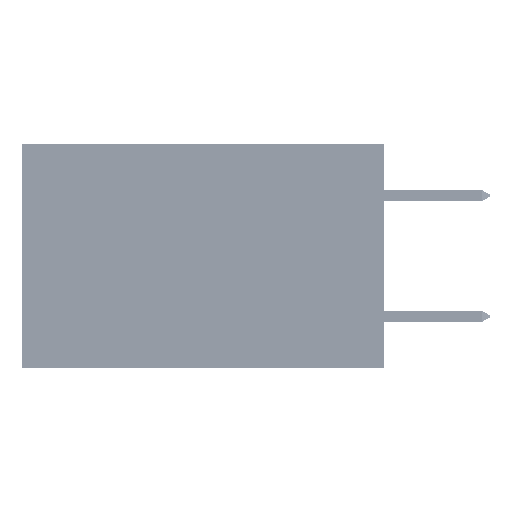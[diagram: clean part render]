
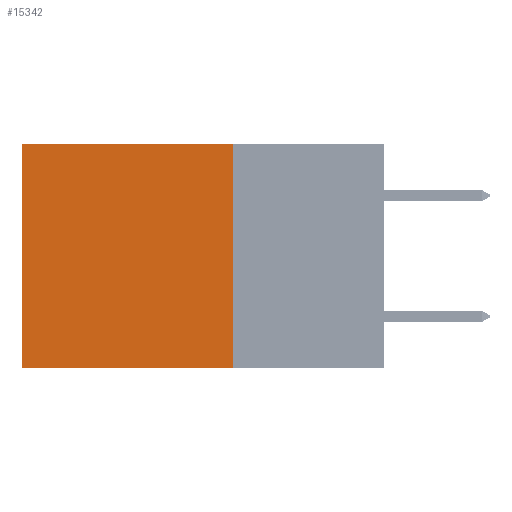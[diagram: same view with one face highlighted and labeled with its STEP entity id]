
A CAD part, left-side view. The second image highlights one B-rep face of the part: STEP entity #15342.
In plain terms, the highlighted planar face has unit normal (-1, 0, 0).
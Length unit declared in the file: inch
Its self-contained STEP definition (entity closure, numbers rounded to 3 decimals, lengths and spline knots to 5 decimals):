
#358 = EDGE_CURVE ( 'NONE', #34001, #48565, #33300, .T. ) ;
#2167 = CARTESIAN_POINT ( 'NONE',  ( 0.2875, 0.6, 0. ) ) ;
#2946 = EDGE_CURVE ( 'NONE', #48565, #16548, #39467, .T. ) ;
#3174 = DIRECTION ( 'NONE',  ( 0., 1., 0. ) ) ;
#4021 = ORIENTED_EDGE ( 'NONE', *, *, #358, .T. ) ;
#4253 = CARTESIAN_POINT ( 'NONE',  ( 0.2875, 0.25, 0. ) ) ;
#6357 = EDGE_LOOP ( 'NONE', ( #37986, #15731, #21064, #4021 ) ) ;
#8831 = CARTESIAN_POINT ( 'NONE',  ( 0.2875, 0.25, 0. ) ) ;
#9123 = LINE ( 'NONE', #40428, #17361 ) ;
#9482 = CARTESIAN_POINT ( 'NONE',  ( 0.2875, 0.6, 0. ) ) ;
#9552 = EDGE_CURVE ( 'NONE', #15632, #16548, #38034, .T. ) ;
#10198 = EDGE_CURVE ( 'NONE', #34001, #15632, #9123, .T. ) ;
#11236 = PLANE ( 'NONE',  #19154 ) ;
#15342 = ADVANCED_FACE ( 'NONE', ( #41808 ), #11236, .F. ) ;
#15632 = VERTEX_POINT ( 'NONE', #17146 ) ;
#15731 = ORIENTED_EDGE ( 'NONE', *, *, #9552, .F. ) ;
#16548 = VERTEX_POINT ( 'NONE', #39645 ) ;
#17146 = CARTESIAN_POINT ( 'NONE',  ( 0.2875, 0.25, -0.37 ) ) ;
#17361 = VECTOR ( 'NONE', #43928, 39.37008 ) ;
#19154 = AXIS2_PLACEMENT_3D ( 'NONE', #4253, #19423, #41560 ) ;
#19423 = DIRECTION ( 'NONE',  ( 1., 0., 0. ) ) ;
#20576 = DIRECTION ( 'NONE',  ( 0., 0., -1. ) ) ;
#21064 = ORIENTED_EDGE ( 'NONE', *, *, #10198, .F. ) ;
#22284 = VECTOR ( 'NONE', #3174, 39.37008 ) ;
#26103 = CARTESIAN_POINT ( 'NONE',  ( 0.2875, 0.25, -0.37 ) ) ;
#33300 = LINE ( 'NONE', #37013, #22284 ) ;
#34001 = VERTEX_POINT ( 'NONE', #8831 ) ;
#34078 = DIRECTION ( 'NONE',  ( 0., 1., 0. ) ) ;
#37013 = CARTESIAN_POINT ( 'NONE',  ( 0.2875, 0.25, 0. ) ) ;
#37986 = ORIENTED_EDGE ( 'NONE', *, *, #2946, .T. ) ;
#38034 = LINE ( 'NONE', #26103, #39494 ) ;
#39467 = LINE ( 'NONE', #2167, #42414 ) ;
#39494 = VECTOR ( 'NONE', #34078, 39.37008 ) ;
#39645 = CARTESIAN_POINT ( 'NONE',  ( 0.2875, 0.6, -0.37 ) ) ;
#40428 = CARTESIAN_POINT ( 'NONE',  ( 0.2875, 0.25, 0. ) ) ;
#41560 = DIRECTION ( 'NONE',  ( 0., 0., -1. ) ) ;
#41808 = FACE_OUTER_BOUND ( 'NONE', #6357, .T. ) ;
#42414 = VECTOR ( 'NONE', #20576, 39.37008 ) ;
#43928 = DIRECTION ( 'NONE',  ( 0., 0., -1. ) ) ;
#48565 = VERTEX_POINT ( 'NONE', #9482 ) ;
